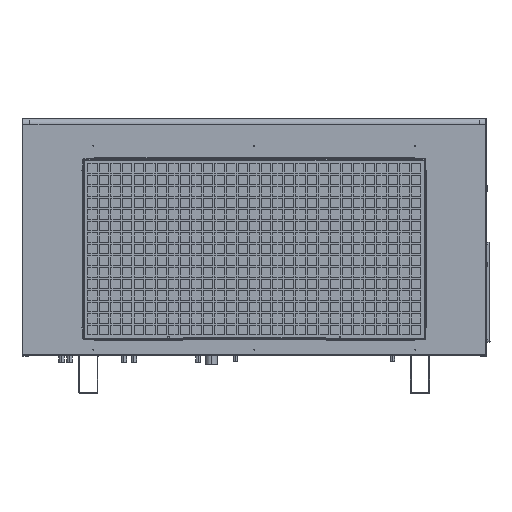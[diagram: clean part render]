
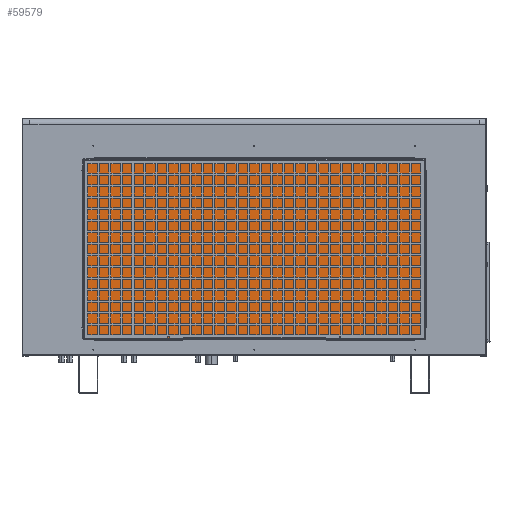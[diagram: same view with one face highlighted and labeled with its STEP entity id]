
A CAD part, top view. The second image highlights one B-rep face of the part: STEP entity #59579.
In plain terms, the highlighted planar face has unit normal (0, 0, 1).
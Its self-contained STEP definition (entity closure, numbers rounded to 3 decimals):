
#1369 = VECTOR ( 'NONE', #7231, 1000. ) ;
#7231 = DIRECTION ( 'NONE',  ( 0., -1., 0. ) ) ;
#7726 = EDGE_LOOP ( 'NONE', ( #64028, #20112, #72039, #46935 ) ) ;
#7900 = PLANE ( 'NONE',  #73673 ) ;
#8906 = VERTEX_POINT ( 'NONE', #78516 ) ;
#8964 = CARTESIAN_POINT ( 'NONE',  ( -357., 33.8, 340.7 ) ) ;
#13432 = CARTESIAN_POINT ( 'NONE',  ( -357., 407.8, 340.7 ) ) ;
#15972 = VECTOR ( 'NONE', #35831, 1000. ) ;
#20112 = ORIENTED_EDGE ( 'NONE', *, *, #31943, .F. ) ;
#20380 = CARTESIAN_POINT ( 'NONE',  ( 357., 407.8, 340.7 ) ) ;
#31687 = VECTOR ( 'NONE', #70336, 1000. ) ;
#31943 = EDGE_CURVE ( 'NONE', #8906, #77623, #96017, .T. ) ;
#35831 = DIRECTION ( 'NONE',  ( 0., 1., 0. ) ) ;
#43494 = EDGE_CURVE ( 'NONE', #77623, #95410, #85290, .T. ) ;
#45683 = DIRECTION ( 'NONE',  ( 0., 0., 1. ) ) ;
#46935 = ORIENTED_EDGE ( 'NONE', *, *, #49087, .F. ) ;
#49087 = EDGE_CURVE ( 'NONE', #95410, #58362, #69858, .T. ) ;
#54611 = FACE_OUTER_BOUND ( 'NONE', #7726, .T. ) ;
#55481 = EDGE_CURVE ( 'NONE', #58362, #8906, #74110, .T. ) ;
#58362 = VERTEX_POINT ( 'NONE', #8964 ) ;
#58700 = DIRECTION ( 'NONE',  ( 1., 0., 0. ) ) ;
#59579 = ADVANCED_FACE ( 'NONE', ( #54611 ), #7900, .T. ) ;
#62393 = CARTESIAN_POINT ( 'NONE',  ( -357., 33.8, 340.7 ) ) ;
#64028 = ORIENTED_EDGE ( 'NONE', *, *, #43494, .F. ) ;
#67907 = CARTESIAN_POINT ( 'NONE',  ( 357., 407.8, 340.7 ) ) ;
#68033 = CARTESIAN_POINT ( 'NONE',  ( 357., 33.8, 340.7 ) ) ;
#69858 = LINE ( 'NONE', #62393, #31687 ) ;
#70336 = DIRECTION ( 'NONE',  ( -1., 0., 0. ) ) ;
#72039 = ORIENTED_EDGE ( 'NONE', *, *, #55481, .F. ) ;
#73673 = AXIS2_PLACEMENT_3D ( 'NONE', #91945, #45683, #84969 ) ;
#74110 = LINE ( 'NONE', #81120, #15972 ) ;
#77623 = VERTEX_POINT ( 'NONE', #20380 ) ;
#78516 = CARTESIAN_POINT ( 'NONE',  ( -357., 407.8, 340.7 ) ) ;
#81120 = CARTESIAN_POINT ( 'NONE',  ( -357., 407.8, 340.7 ) ) ;
#84969 = DIRECTION ( 'NONE',  ( 1., 0., 0. ) ) ;
#85290 = LINE ( 'NONE', #67907, #1369 ) ;
#88743 = VECTOR ( 'NONE', #58700, 1000. ) ;
#91945 = CARTESIAN_POINT ( 'NONE',  ( 0., 220.8, 340.7 ) ) ;
#95410 = VERTEX_POINT ( 'NONE', #68033 ) ;
#96017 = LINE ( 'NONE', #13432, #88743 ) ;
